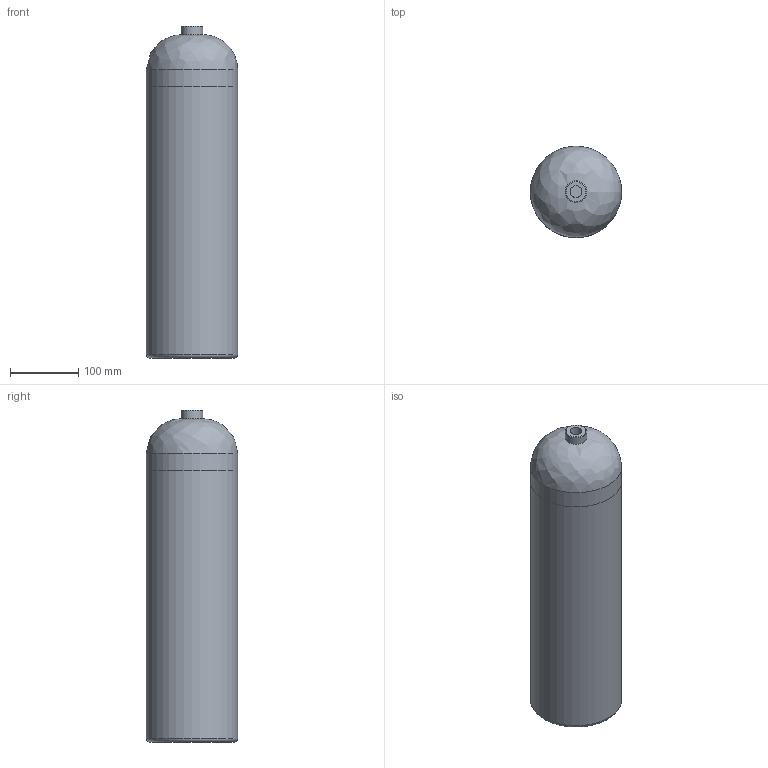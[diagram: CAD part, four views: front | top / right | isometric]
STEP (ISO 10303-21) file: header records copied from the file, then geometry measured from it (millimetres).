
FILE_DESCRIPTION(('STEP AP214'),'1');
FILE_NAME('00CYL-1012-00 (AL-647 Aluminum Cylinder) _DV_.stp','2021-02-04T01:06:42',(' '),(' '),'Spatial InterOp 3D',' ',' ');
FILE_SCHEMA(('AUTOMOTIVE_DESIGN { 1 0 10303 214 1 1 1 1 }'));
Length unit declared in the file: inch
Products named in the file (1): 00CYL-1012-00 (AL-647 Aluminum Cylinder) [DV]
Bounding box: 133.35 x 133.35 x 485.14 mm (x, y, z)
Volume: 2495270.4 mm3; surface area: 374344.3 mm2
Topology: 1 solids, 1 shells, 15 faces, 28 edges, 17 vertices
Faces by surface type: cylinder 6, plane 4, bspline 3, torus 2
Full cylindrical faces by diameter (mm): 17.462 x1, 31.75 x1, 107.95 x2, 133.35 x2
Entity records: 499 total; most frequent: CARTESIAN_POINT 125, DIRECTION 54, EDGE_LOOP 28, ORIENTED_EDGE 28, AXIS2_PLACEMENT_3D 27, FACE_OUTER_BOUND 26, STYLED_ITEM 15, PRESENTATION_STYLE_ASSIGNMENT 15
